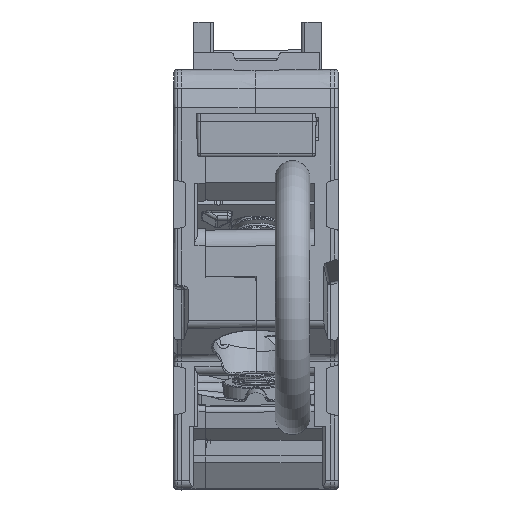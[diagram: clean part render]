
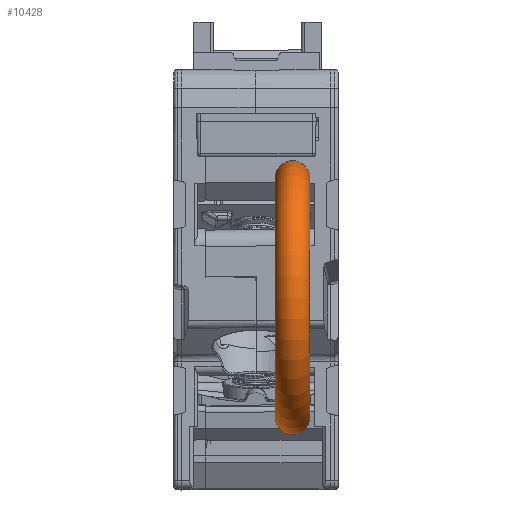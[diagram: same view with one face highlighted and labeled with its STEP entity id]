
A CAD part, top view. The second image highlights one B-rep face of the part: STEP entity #10428.
In plain terms, the highlighted toroidal (fillet/blend) face has major radius 7.21 mm and minor radius 1.05 mm.
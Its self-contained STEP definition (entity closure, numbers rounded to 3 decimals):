
#7899=TOROIDAL_SURFACE('',#32546,7.21,1.05);
#10428=ADVANCED_FACE('',(#12341,#12342),#7899,.T.);
#12341=FACE_BOUND('',#12528,.T.);
#12342=FACE_BOUND('',#12529,.T.);
#12528=EDGE_LOOP('',(#14122));
#12529=EDGE_LOOP('',(#14123));
#14122=ORIENTED_EDGE('',*,*,#26322,.F.);
#14123=ORIENTED_EDGE('',*,*,#26320,.T.);
#22515=VERTEX_POINT('',#43793);
#22517=VERTEX_POINT('',#43798);
#26320=EDGE_CURVE('',#22515,#22515,#31586,.T.);
#26322=EDGE_CURVE('',#22517,#22517,#31588,.T.);
#31586=CIRCLE('',#32542,1.05);
#31588=CIRCLE('',#32545,1.05);
#32542=AXIS2_PLACEMENT_3D('',#43792,#35260,#35261);
#32545=AXIS2_PLACEMENT_3D('',#43797,#35266,#35267);
#32546=AXIS2_PLACEMENT_3D('',#43799,#35268,#35269);
#35260=DIRECTION('',(0.,0.375,0.927));
#35261=DIRECTION('',(0.,-0.927,0.375));
#35266=DIRECTION('',(0.,0.174,-0.985));
#35267=DIRECTION('',(0.,0.985,0.174));
#35268=DIRECTION('',(-1.,0.,0.));
#35269=DIRECTION('',(0.,0.,-1.));
#43792=CARTESIAN_POINT('',(12.28,30.515,24.265));
#43793=CARTESIAN_POINT('',(12.28,29.542,24.658));
#43797=CARTESIAN_POINT('',(12.28,16.729,25.714));
#43798=CARTESIAN_POINT('',(12.28,17.763,25.896));
#43799=CARTESIAN_POINT('',(12.28,23.83,26.966));
